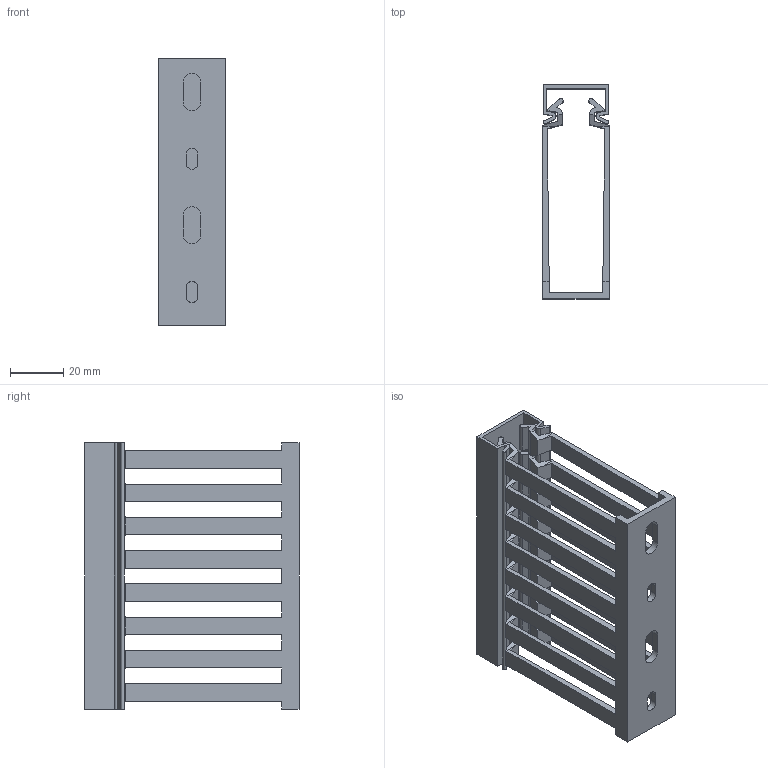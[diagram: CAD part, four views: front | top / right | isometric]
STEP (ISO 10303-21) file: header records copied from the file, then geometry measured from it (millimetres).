
FILE_DESCRIPTION((''),'2;1');
FILE_NAME('PROXY_BA7800250_ASM','2022-04-28T11:36:20',('mengess'),(''),'CREO PARAMETRIC BY PTC INC, 2021304','CREO PARAMETRIC BY PTC INC, 2021304','');
FILE_SCHEMA(('AUTOMOTIVE_DESIGN { 1 0 10303 214 1 1 1 1 }'));
Length unit declared in the file: millimetre
Products named in the file (3): PROXY_01415-M; PROXY_BA7252-2; PROXY_BA7800250_ASM
Assembly tree (2 placements, depth 2):
  PROXY_BA7800250_ASM
    PROXY_01415-M
    PROXY_BA7252-2
Bounding box: 25 x 80.3 x 100 mm (x, y, z)
Volume: 32766.6 mm3; surface area: 41980.6 mm2
Topology: 2 solids, 2 shells, 320 faces, 986 edges, 690 vertices
Faces by surface type: plane 258, cylinder 62
Entity records: 15719 total; most frequent: CARTESIAN_POINT 2076, DIRECTION 1964, ORIENTED_EDGE 1896, EDGE_CURVE 948, PRESENTATION_STYLE_ASSIGNMENT 936, STYLED_ITEM 936, CURVE_STYLE 935, VECTOR 855
